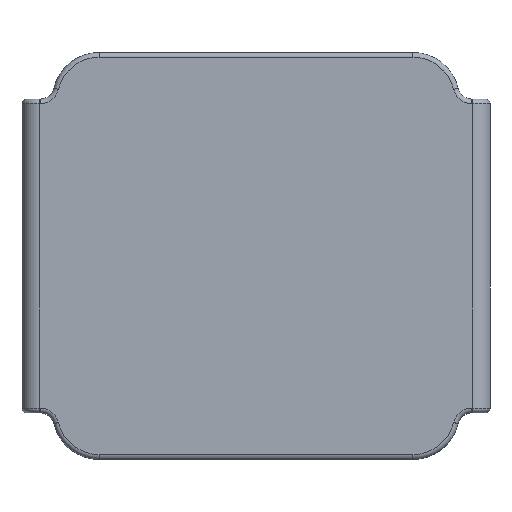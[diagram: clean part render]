
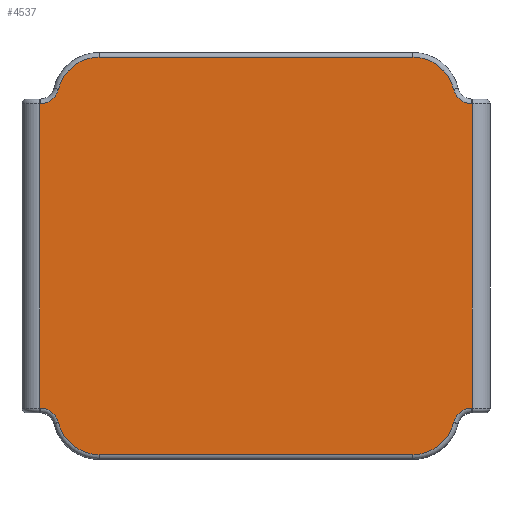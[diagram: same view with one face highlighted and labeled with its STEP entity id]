
A CAD part, top view. The second image highlights one B-rep face of the part: STEP entity #4537.
In plain terms, the highlighted planar face has unit normal (0, 0, 1).
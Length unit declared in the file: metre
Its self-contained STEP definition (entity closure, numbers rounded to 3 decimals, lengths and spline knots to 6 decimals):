
#419=CIRCLE('',#6678,0.004);
#420=CIRCLE('',#6679,0.009);
#421=CIRCLE('',#6680,0.009);
#422=CIRCLE('',#6681,0.004);
#423=CIRCLE('',#6682,0.004);
#424=CIRCLE('',#6683,0.009);
#425=CIRCLE('',#6684,0.009);
#426=CIRCLE('',#6685,0.004);
#1294=ORIENTED_EDGE('',*,*,#2253,.F.);
#1295=ORIENTED_EDGE('',*,*,#2254,.T.);
#1296=ORIENTED_EDGE('',*,*,#2255,.T.);
#1297=ORIENTED_EDGE('',*,*,#2256,.T.);
#1298=ORIENTED_EDGE('',*,*,#2257,.T.);
#1299=ORIENTED_EDGE('',*,*,#2258,.T.);
#1300=ORIENTED_EDGE('',*,*,#2259,.T.);
#1301=ORIENTED_EDGE('',*,*,#2260,.T.);
#1302=ORIENTED_EDGE('',*,*,#2261,.T.);
#1303=ORIENTED_EDGE('',*,*,#2262,.T.);
#1304=ORIENTED_EDGE('',*,*,#2263,.T.);
#1305=ORIENTED_EDGE('',*,*,#2264,.T.);
#1306=ORIENTED_EDGE('',*,*,#2265,.T.);
#1307=ORIENTED_EDGE('',*,*,#2266,.T.);
#1308=ORIENTED_EDGE('',*,*,#2267,.T.);
#1309=ORIENTED_EDGE('',*,*,#2268,.T.);
#2253=EDGE_CURVE('',#2748,#2749,#3066,.T.);
#2254=EDGE_CURVE('',#2748,#2750,#3067,.T.);
#2255=EDGE_CURVE('',#2750,#2751,#419,.F.);
#2256=EDGE_CURVE('',#2751,#2752,#420,.T.);
#2257=EDGE_CURVE('',#2752,#2753,#3068,.T.);
#2258=EDGE_CURVE('',#2753,#2754,#421,.T.);
#2259=EDGE_CURVE('',#2754,#2755,#422,.F.);
#2260=EDGE_CURVE('',#2755,#2756,#3069,.F.);
#2261=EDGE_CURVE('',#2756,#2757,#3070,.T.);
#2262=EDGE_CURVE('',#2757,#2758,#3071,.T.);
#2263=EDGE_CURVE('',#2758,#2759,#423,.F.);
#2264=EDGE_CURVE('',#2759,#2760,#424,.T.);
#2265=EDGE_CURVE('',#2760,#2761,#3072,.F.);
#2266=EDGE_CURVE('',#2761,#2762,#425,.T.);
#2267=EDGE_CURVE('',#2762,#2763,#426,.F.);
#2268=EDGE_CURVE('',#2763,#2749,#3073,.F.);
#2748=VERTEX_POINT('',#9430);
#2749=VERTEX_POINT('',#9431);
#2750=VERTEX_POINT('',#9433);
#2751=VERTEX_POINT('',#9435);
#2752=VERTEX_POINT('',#9437);
#2753=VERTEX_POINT('',#9439);
#2754=VERTEX_POINT('',#9441);
#2755=VERTEX_POINT('',#9443);
#2756=VERTEX_POINT('',#9445);
#2757=VERTEX_POINT('',#9447);
#2758=VERTEX_POINT('',#9449);
#2759=VERTEX_POINT('',#9451);
#2760=VERTEX_POINT('',#9453);
#2761=VERTEX_POINT('',#9455);
#2762=VERTEX_POINT('',#9457);
#2763=VERTEX_POINT('',#9459);
#3066=LINE('',#9429,#3342);
#3067=LINE('',#9432,#3343);
#3068=LINE('',#9438,#3344);
#3069=LINE('',#9444,#3345);
#3070=LINE('',#9446,#3346);
#3071=LINE('',#9448,#3347);
#3072=LINE('',#9454,#3348);
#3073=LINE('',#9460,#3349);
#3342=VECTOR('',#7692,1.);
#3343=VECTOR('',#7693,1.);
#3344=VECTOR('',#7698,1.);
#3345=VECTOR('',#7703,1.);
#3346=VECTOR('',#7704,1.);
#3347=VECTOR('',#7705,1.);
#3348=VECTOR('',#7710,1.);
#3349=VECTOR('',#7715,1.);
#3615=EDGE_LOOP('',(#1294,#1295,#1296,#1297,#1298,#1299,#1300,#1301,#1302,
#1303,#1304,#1305,#1306,#1307,#1308,#1309));
#3903=FACE_BOUND('',#3615,.T.);
#4066=PLANE('',#6677);
#4537=ADVANCED_FACE('',(#3903),#4066,.T.);
#6677=AXIS2_PLACEMENT_3D('',#9428,#7690,#7691);
#6678=AXIS2_PLACEMENT_3D('',#9434,#7694,#7695);
#6679=AXIS2_PLACEMENT_3D('',#9436,#7696,#7697);
#6680=AXIS2_PLACEMENT_3D('',#9440,#7699,#7700);
#6681=AXIS2_PLACEMENT_3D('',#9442,#7701,#7702);
#6682=AXIS2_PLACEMENT_3D('',#9450,#7706,#7707);
#6683=AXIS2_PLACEMENT_3D('',#9452,#7708,#7709);
#6684=AXIS2_PLACEMENT_3D('',#9456,#7711,#7712);
#6685=AXIS2_PLACEMENT_3D('',#9458,#7713,#7714);
#7690=DIRECTION('',(0.,0.,1.));
#7691=DIRECTION('',(1.,0.,0.));
#7692=DIRECTION('',(0.,1.,0.));
#7693=DIRECTION('',(1.,0.,0.));
#7694=DIRECTION('',(0.,0.,1.));
#7695=DIRECTION('',(1.,0.,0.));
#7696=DIRECTION('',(0.,0.,1.));
#7697=DIRECTION('',(1.,0.,0.));
#7698=DIRECTION('',(1.,0.,0.));
#7699=DIRECTION('',(0.,0.,1.));
#7700=DIRECTION('',(1.,0.,0.));
#7701=DIRECTION('',(0.,0.,1.));
#7702=DIRECTION('',(1.,0.,0.));
#7703=DIRECTION('',(-1.,0.,0.));
#7704=DIRECTION('',(0.,1.,0.));
#7705=DIRECTION('',(-1.,0.,0.));
#7706=DIRECTION('',(0.,0.,1.));
#7707=DIRECTION('',(1.,0.,0.));
#7708=DIRECTION('',(0.,0.,1.));
#7709=DIRECTION('',(1.,0.,0.));
#7710=DIRECTION('',(1.,0.,0.));
#7711=DIRECTION('',(0.,0.,1.));
#7712=DIRECTION('',(1.,0.,0.));
#7713=DIRECTION('',(0.,0.,1.));
#7714=DIRECTION('',(1.,0.,0.));
#7715=DIRECTION('',(1.,0.,0.));
#9428=CARTESIAN_POINT('',(0.,0.,0.005));
#9429=CARTESIAN_POINT('',(-0.046487,-0.03375,0.005));
#9430=CARTESIAN_POINT('',(-0.046487,-0.03275,0.005));
#9431=CARTESIAN_POINT('',(-0.046487,0.03275,0.005));
#9432=CARTESIAN_POINT('',(0.,-0.03275,0.005));
#9433=CARTESIAN_POINT('',(-0.046399,-0.03275,0.005));
#9434=CARTESIAN_POINT('',(-0.046399,-0.03675,0.005));
#9435=CARTESIAN_POINT('',(-0.042507,-0.035827,0.005));
#9436=CARTESIAN_POINT('',(-0.03375,-0.03375,0.005));
#9437=CARTESIAN_POINT('',(-0.03375,-0.04275,0.005));
#9438=CARTESIAN_POINT('',(0.03375,-0.04275,0.005));
#9439=CARTESIAN_POINT('',(0.03375,-0.04275,0.005));
#9440=CARTESIAN_POINT('',(0.03375,-0.03375,0.005));
#9441=CARTESIAN_POINT('',(0.042507,-0.035827,0.005));
#9442=CARTESIAN_POINT('',(0.046399,-0.03675,0.005));
#9443=CARTESIAN_POINT('',(0.046399,-0.03275,0.005));
#9444=CARTESIAN_POINT('',(0.,-0.03275,0.005));
#9445=CARTESIAN_POINT('',(0.046487,-0.03275,0.005));
#9446=CARTESIAN_POINT('',(0.046487,-0.03375,0.005));
#9447=CARTESIAN_POINT('',(0.046487,0.03275,0.005));
#9448=CARTESIAN_POINT('',(0.046399,0.03275,0.005));
#9449=CARTESIAN_POINT('',(0.046399,0.03275,0.005));
#9450=CARTESIAN_POINT('',(0.046399,0.03675,0.005));
#9451=CARTESIAN_POINT('',(0.042507,0.035827,0.005));
#9452=CARTESIAN_POINT('',(0.03375,0.03375,0.005));
#9453=CARTESIAN_POINT('',(0.03375,0.04275,0.005));
#9454=CARTESIAN_POINT('',(0.,0.04275,0.005));
#9455=CARTESIAN_POINT('',(-0.03375,0.04275,0.005));
#9456=CARTESIAN_POINT('',(-0.03375,0.03375,0.005));
#9457=CARTESIAN_POINT('',(-0.042507,0.035827,0.005));
#9458=CARTESIAN_POINT('',(-0.046399,0.03675,0.005));
#9459=CARTESIAN_POINT('',(-0.046399,0.03275,0.005));
#9460=CARTESIAN_POINT('',(-0.046487,0.03275,0.005));
